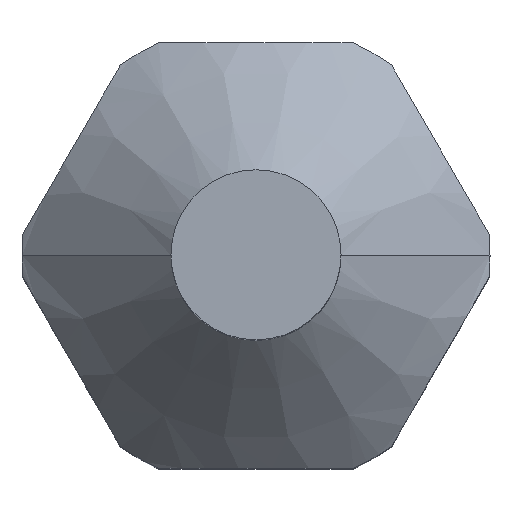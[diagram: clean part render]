
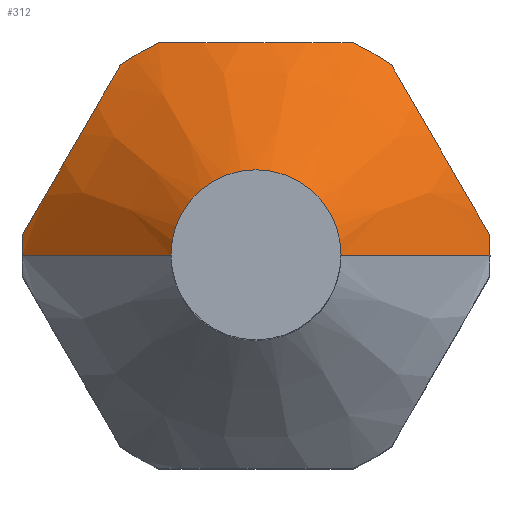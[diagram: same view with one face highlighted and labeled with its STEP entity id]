
A CAD part, top view. The second image highlights one B-rep face of the part: STEP entity #312.
In plain terms, the highlighted conical face has half-angle 45 degrees and reference radius 3.75 mm.
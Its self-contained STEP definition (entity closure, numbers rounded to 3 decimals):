
#312=ADVANCED_FACE('',(#685),#686,.T.);
#354=VERTEX_POINT('',#731);
#366=EDGE_CURVE('',#512,#354,#744,.T.);
#370=VERTEX_POINT('',#748);
#372=EDGE_CURVE('',#392,#370,#750,.T.);
#384=VERTEX_POINT('',#764);
#386=EDGE_CURVE('',#404,#370,#766,.T.);
#390=VERTEX_POINT('',#770);
#392=VERTEX_POINT('',#772);
#396=EDGE_CURVE('',#436,#384,#777,.T.);
#404=VERTEX_POINT('',#786);
#406=EDGE_CURVE('',#392,#354,#788,.T.);
#416=EDGE_CURVE('',#404,#384,#799,.T.);
#422=EDGE_CURVE('',#442,#390,#808,.T.);
#436=VERTEX_POINT('',#824);
#442=VERTEX_POINT('',#830);
#450=EDGE_CURVE('',#436,#390,#839,.T.);
#468=EDGE_CURVE('',#442,#474,#860,.T.);
#474=VERTEX_POINT('',#866);
#486=EDGE_CURVE('',#474,#512,#879,.T.);
#512=VERTEX_POINT('',#908);
#685=FACE_OUTER_BOUND('',#1153,.T.);
#686=CONICAL_SURFACE('',#1154,3.75,0.785);
#731=CARTESIAN_POINT('',(-5.5,0.,8.0));
#744=LINE('',#1261,#1262);
#748=CARTESIAN_POINT('',(-3.184,4.484,8.0));
#750=(B_SPLINE_CURVE(2,(#1282,#1283,#1284),.UNSPECIFIED.,.F.,.F.)B_SPLINE_CURVE_WITH_KNOTS((3,3),(0.0,4.69),.UNSPECIFIED.)RATIONAL_B_SPLINE_CURVE((1.0,1.1,1.0))BOUNDED_CURVE()REPRESENTATION_ITEM('')GEOMETRIC_REPRESENTATION_ITEM()CURVE());
#764=CARTESIAN_POINT('',(2.291,5.0,8.0));
#766=CIRCLE('',#1309,5.5);
#770=CARTESIAN_POINT('',(5.476,0.516,8.0));
#772=CARTESIAN_POINT('',(-5.476,0.516,8.0));
#777=CIRCLE('',#1321,5.5);
#786=CARTESIAN_POINT('',(-2.291,5.0,8.0));
#788=CIRCLE('',#1346,5.5);
#799=(B_SPLINE_CURVE(2,(#1382,#1383,#1384),.UNSPECIFIED.,.F.,.F.)B_SPLINE_CURVE_WITH_KNOTS((3,3),(0.0,4.69),.UNSPECIFIED.)RATIONAL_B_SPLINE_CURVE((1.0,1.1,1.0))BOUNDED_CURVE()REPRESENTATION_ITEM('')GEOMETRIC_REPRESENTATION_ITEM()CURVE());
#808=CIRCLE('',#1400,5.5);
#824=CARTESIAN_POINT('',(3.184,4.484,8.0));
#830=CARTESIAN_POINT('',(5.5,0.,8.0));
#839=(B_SPLINE_CURVE(2,(#1440,#1441,#1442),.UNSPECIFIED.,.F.,.F.)B_SPLINE_CURVE_WITH_KNOTS((3,3),(0.0,4.69),.UNSPECIFIED.)RATIONAL_B_SPLINE_CURVE((1.0,1.1,1.0))BOUNDED_CURVE()REPRESENTATION_ITEM('')GEOMETRIC_REPRESENTATION_ITEM()CURVE());
#860=LINE('',#1484,#1485);
#866=CARTESIAN_POINT('',(2.0,0.,11.5));
#879=CIRCLE('',#1523,2.0);
#908=CARTESIAN_POINT('',(-2.0,0.,11.5));
#1153=EDGE_LOOP('',(#1776,#1777,#1778,#1779,#1780,#1781,#1782,#1783,#1784,#1785));
#1154=AXIS2_PLACEMENT_3D('',#1786,#1787,#1788);
#1261=CARTESIAN_POINT('',(-3.75,0.,9.75));
#1262=VECTOR('',#1847,1.0);
#1282=CARTESIAN_POINT('',(-5.476,0.516,8.0));
#1283=CARTESIAN_POINT('',(-4.33,2.5,8.955));
#1284=CARTESIAN_POINT('',(-3.184,4.484,8.0));
#1309=AXIS2_PLACEMENT_3D('',#1869,#1870,#1871);
#1321=AXIS2_PLACEMENT_3D('',#1880,#1881,#1882);
#1346=AXIS2_PLACEMENT_3D('',#1893,#1894,#1895);
#1382=CARTESIAN_POINT('',(-2.291,5.0,8.0));
#1383=CARTESIAN_POINT('',(0.,5.0,8.955));
#1384=CARTESIAN_POINT('',(2.291,5.0,8.0));
#1400=AXIS2_PLACEMENT_3D('',#1929,#1930,#1931);
#1440=CARTESIAN_POINT('',(3.184,4.484,8.0));
#1441=CARTESIAN_POINT('',(4.33,2.5,8.955));
#1442=CARTESIAN_POINT('',(5.476,0.516,8.0));
#1484=CARTESIAN_POINT('',(3.75,0.,9.75));
#1485=VECTOR('',#1990,1.0);
#1523=AXIS2_PLACEMENT_3D('',#2007,#2008,#2009);
#1776=ORIENTED_EDGE('',*,*,#366,.F.);
#1777=ORIENTED_EDGE('',*,*,#486,.F.);
#1778=ORIENTED_EDGE('',*,*,#468,.F.);
#1779=ORIENTED_EDGE('',*,*,#422,.T.);
#1780=ORIENTED_EDGE('',*,*,#450,.F.);
#1781=ORIENTED_EDGE('',*,*,#396,.T.);
#1782=ORIENTED_EDGE('',*,*,#416,.F.);
#1783=ORIENTED_EDGE('',*,*,#386,.T.);
#1784=ORIENTED_EDGE('',*,*,#372,.F.);
#1785=ORIENTED_EDGE('',*,*,#406,.T.);
#1786=CARTESIAN_POINT('',(0.,0.,9.75));
#1787=DIRECTION('',(0.,0.,-1.0));
#1788=DIRECTION('',(-1.0,0.,0.0));
#1847=DIRECTION('',(-0.707,0.,-0.707));
#1869=CARTESIAN_POINT('',(0.,0.,8.0));
#1870=DIRECTION('',(0.,0.,1.0));
#1871=DIRECTION('',(-1.0,0.,0.0));
#1880=CARTESIAN_POINT('',(0.,0.,8.0));
#1881=DIRECTION('',(0.,0.,1.0));
#1882=DIRECTION('',(-1.0,0.,0.0));
#1893=CARTESIAN_POINT('',(0.,0.,8.0));
#1894=DIRECTION('',(0.,0.,1.0));
#1895=DIRECTION('',(-1.0,0.,0.0));
#1929=CARTESIAN_POINT('',(0.,0.,8.0));
#1930=DIRECTION('',(0.,0.,1.0));
#1931=DIRECTION('',(-1.0,0.,0.0));
#1990=DIRECTION('',(-0.707,0.,0.707));
#2007=CARTESIAN_POINT('',(0.,0.,11.5));
#2008=DIRECTION('',(0.,0.,1.0));
#2009=DIRECTION('',(-1.0,0.,0.0));
